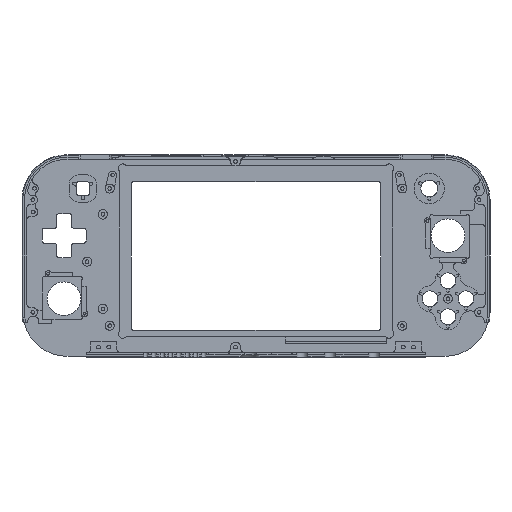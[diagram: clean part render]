
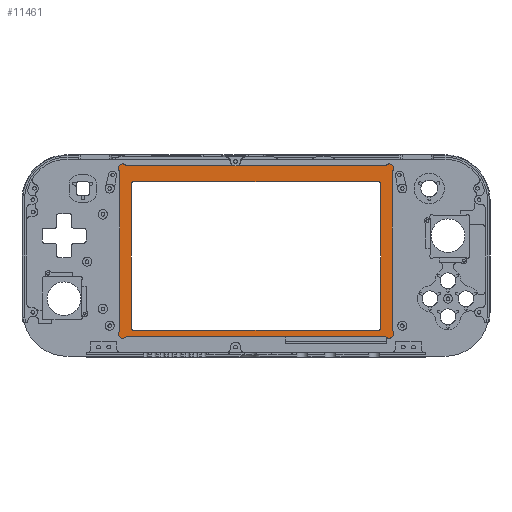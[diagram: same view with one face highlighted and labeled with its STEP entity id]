
A CAD part, front view. The second image highlights one B-rep face of the part: STEP entity #11461.
In plain terms, the highlighted planar face has unit normal (0, -1, 0).
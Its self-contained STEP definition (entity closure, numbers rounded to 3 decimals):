
#48=FACE_BOUND('',#1462,.T.);
#232=PLANE('',#12624);
#798=FACE_OUTER_BOUND('',#1461,.T.);
#1461=EDGE_LOOP('',(#9246,#9247,#9248,#9249,#9250,#9251,#9252,#9253,#9254));
#1462=EDGE_LOOP('',(#9255,#9256,#9257,#9258,#9259,#9260,#9261,#9262));
#2350=LINE('',#18618,#3422);
#2353=LINE('',#18623,#3425);
#2354=LINE('',#18625,#3426);
#2358=LINE('',#18633,#3430);
#2362=LINE('',#18642,#3434);
#2364=LINE('',#18647,#3436);
#2370=LINE('',#18660,#3442);
#2374=LINE('',#18669,#3446);
#3422=VECTOR('',#14811,1000.);
#3425=VECTOR('',#14816,1000.);
#3426=VECTOR('',#14819,1000.);
#3430=VECTOR('',#14825,1000.);
#3434=VECTOR('',#14831,1000.);
#3436=VECTOR('',#14835,1000.);
#3442=VECTOR('',#14843,1000.);
#3446=VECTOR('',#14849,1000.);
#4115=CIRCLE('',#12017,2.);
#4117=CIRCLE('',#12020,2.);
#4467=CIRCLE('',#12625,2.);
#4468=CIRCLE('',#12626,2.);
#4469=CIRCLE('',#12627,2.);
#4470=CIRCLE('',#12628,1.);
#4471=CIRCLE('',#12629,1.);
#4472=CIRCLE('',#12630,1.);
#4473=CIRCLE('',#12631,1.);
#4782=VERTEX_POINT('',#17220);
#4783=VERTEX_POINT('',#17222);
#4786=VERTEX_POINT('',#17229);
#4787=VERTEX_POINT('',#17231);
#5342=VERTEX_POINT('',#18615);
#5343=VERTEX_POINT('',#18617);
#5344=VERTEX_POINT('',#18621);
#5347=VERTEX_POINT('',#18632);
#5350=VERTEX_POINT('',#18639);
#5351=VERTEX_POINT('',#18641);
#5352=VERTEX_POINT('',#18645);
#5353=VERTEX_POINT('',#18646);
#5358=VERTEX_POINT('',#18657);
#5359=VERTEX_POINT('',#18659);
#5362=VERTEX_POINT('',#18666);
#5363=VERTEX_POINT('',#18668);
#5554=VERTEX_POINT('',#19285);
#5954=EDGE_CURVE('',#4783,#4782,#4115,.T.);
#5958=EDGE_CURVE('',#4787,#4786,#4117,.T.);
#6648=EDGE_CURVE('',#5343,#5342,#2350,.T.);
#6651=EDGE_CURVE('',#4782,#5344,#2353,.T.);
#6652=EDGE_CURVE('',#4783,#4786,#2354,.T.);
#6656=EDGE_CURVE('',#4787,#5347,#2358,.T.);
#6660=EDGE_CURVE('',#5350,#5351,#2362,.T.);
#6662=EDGE_CURVE('',#5352,#5353,#2364,.T.);
#6668=EDGE_CURVE('',#5358,#5359,#2370,.T.);
#6672=EDGE_CURVE('',#5362,#5363,#2374,.T.);
#6985=EDGE_CURVE('',#5344,#5343,#4467,.T.);
#6986=EDGE_CURVE('',#5342,#5554,#4468,.T.);
#6987=EDGE_CURVE('',#5554,#5347,#4469,.T.);
#6988=EDGE_CURVE('',#5362,#5359,#4470,.T.);
#6989=EDGE_CURVE('',#5358,#5353,#4471,.T.);
#6990=EDGE_CURVE('',#5352,#5351,#4472,.T.);
#6991=EDGE_CURVE('',#5350,#5363,#4473,.T.);
#9246=ORIENTED_EDGE('',*,*,#6985,.T.);
#9247=ORIENTED_EDGE('',*,*,#6648,.T.);
#9248=ORIENTED_EDGE('',*,*,#6986,.T.);
#9249=ORIENTED_EDGE('',*,*,#6987,.T.);
#9250=ORIENTED_EDGE('',*,*,#6656,.F.);
#9251=ORIENTED_EDGE('',*,*,#5958,.T.);
#9252=ORIENTED_EDGE('',*,*,#6652,.F.);
#9253=ORIENTED_EDGE('',*,*,#5954,.T.);
#9254=ORIENTED_EDGE('',*,*,#6651,.T.);
#9255=ORIENTED_EDGE('',*,*,#6672,.F.);
#9256=ORIENTED_EDGE('',*,*,#6988,.T.);
#9257=ORIENTED_EDGE('',*,*,#6668,.F.);
#9258=ORIENTED_EDGE('',*,*,#6989,.T.);
#9259=ORIENTED_EDGE('',*,*,#6662,.F.);
#9260=ORIENTED_EDGE('',*,*,#6990,.T.);
#9261=ORIENTED_EDGE('',*,*,#6660,.F.);
#9262=ORIENTED_EDGE('',*,*,#6991,.T.);
#11461=ADVANCED_FACE('',(#798,#48),#232,.F.);
#12017=AXIS2_PLACEMENT_3D('',#17223,#13590,#13591);
#12020=AXIS2_PLACEMENT_3D('',#17232,#13598,#13599);
#12624=AXIS2_PLACEMENT_3D('',#19283,#15455,#15456);
#12625=AXIS2_PLACEMENT_3D('',#19284,#15457,#15458);
#12626=AXIS2_PLACEMENT_3D('',#19286,#15459,#15460);
#12627=AXIS2_PLACEMENT_3D('',#19287,#15461,#15462);
#12628=AXIS2_PLACEMENT_3D('',#19288,#15463,#15464);
#12629=AXIS2_PLACEMENT_3D('',#19289,#15465,#15466);
#12630=AXIS2_PLACEMENT_3D('',#19290,#15467,#15468);
#12631=AXIS2_PLACEMENT_3D('',#19291,#15469,#15470);
#13590=DIRECTION('center_axis',(0.,-1.,0.));
#13591=DIRECTION('ref_axis',(0.,0.,-1.));
#13598=DIRECTION('center_axis',(0.,-1.,0.));
#13599=DIRECTION('ref_axis',(0.,0.,-1.));
#14811=DIRECTION('',(1.,0.,0.));
#14816=DIRECTION('',(0.,0.,-1.));
#14819=DIRECTION('',(1.,0.,0.));
#14825=DIRECTION('',(0.,0.,-1.));
#14831=DIRECTION('',(0.,0.,-1.));
#14835=DIRECTION('',(1.,0.,0.));
#14843=DIRECTION('',(0.,0.,1.));
#14849=DIRECTION('',(-1.,0.,0.));
#15455=DIRECTION('center_axis',(0.,1.,0.));
#15456=DIRECTION('ref_axis',(0.,0.,1.));
#15457=DIRECTION('center_axis',(0.,-1.,0.));
#15458=DIRECTION('ref_axis',(0.,0.,-1.));
#15459=DIRECTION('center_axis',(0.,1.,0.));
#15460=DIRECTION('ref_axis',(0.,0.,1.));
#15461=DIRECTION('center_axis',(0.,-1.,0.));
#15462=DIRECTION('ref_axis',(0.,0.,-1.));
#15463=DIRECTION('center_axis',(0.,1.,0.));
#15464=DIRECTION('ref_axis',(0.,0.,1.));
#15465=DIRECTION('center_axis',(0.,1.,0.));
#15466=DIRECTION('ref_axis',(0.,0.,1.));
#15467=DIRECTION('center_axis',(0.,1.,0.));
#15468=DIRECTION('ref_axis',(0.,0.,1.));
#15469=DIRECTION('center_axis',(0.,1.,0.));
#15470=DIRECTION('ref_axis',(0.,0.,1.));
#17220=CARTESIAN_POINT('',(43.55,13.,-7.616));
#17222=CARTESIAN_POINT('',(46.366,13.,-4.8));
#17223=CARTESIAN_POINT('Origin',(44.823,13.,-6.073));
#17229=CARTESIAN_POINT('',(161.634,13.,-4.8));
#17231=CARTESIAN_POINT('',(164.45,13.,-7.616));
#17232=CARTESIAN_POINT('Origin',(163.177,13.,-6.073));
#18615=CARTESIAN_POINT('',(160.877,13.,-80.8));
#18617=CARTESIAN_POINT('',(46.366,13.,-80.8));
#18618=CARTESIAN_POINT('',(43.55,13.,-80.8));
#18621=CARTESIAN_POINT('',(43.55,13.,-77.984));
#18623=CARTESIAN_POINT('',(43.55,13.,-4.8));
#18625=CARTESIAN_POINT('',(43.55,13.,-4.8));
#18632=CARTESIAN_POINT('',(164.45,13.,-77.984));
#18633=CARTESIAN_POINT('',(164.45,13.,-4.8));
#18639=CARTESIAN_POINT('',(48.6,13.,-12.9));
#18641=CARTESIAN_POINT('',(48.6,13.,-77.1));
#18642=CARTESIAN_POINT('',(48.6,13.,-78.1));
#18645=CARTESIAN_POINT('',(49.6,13.,-78.1));
#18646=CARTESIAN_POINT('',(158.4,13.,-78.1));
#18647=CARTESIAN_POINT('',(48.6,13.,-78.1));
#18657=CARTESIAN_POINT('',(159.4,13.,-77.1));
#18659=CARTESIAN_POINT('',(159.4,13.,-12.9));
#18660=CARTESIAN_POINT('',(159.4,13.,-78.1));
#18666=CARTESIAN_POINT('',(158.4,13.,-11.9));
#18668=CARTESIAN_POINT('',(49.6,13.,-11.9));
#18669=CARTESIAN_POINT('',(48.6,13.,-11.9));
#19283=CARTESIAN_POINT('Origin',(0.,13.,0.));
#19284=CARTESIAN_POINT('Origin',(44.823,13.,-79.527));
#19285=CARTESIAN_POINT('',(162.027,13.,-81.164));
#19286=CARTESIAN_POINT('Origin',(160.877,13.,-82.8));
#19287=CARTESIAN_POINT('Origin',(163.177,13.,-79.527));
#19288=CARTESIAN_POINT('Origin',(158.4,13.,-12.9));
#19289=CARTESIAN_POINT('Origin',(158.4,13.,-77.1));
#19290=CARTESIAN_POINT('Origin',(49.6,13.,-77.1));
#19291=CARTESIAN_POINT('Origin',(49.6,13.,-12.9));
